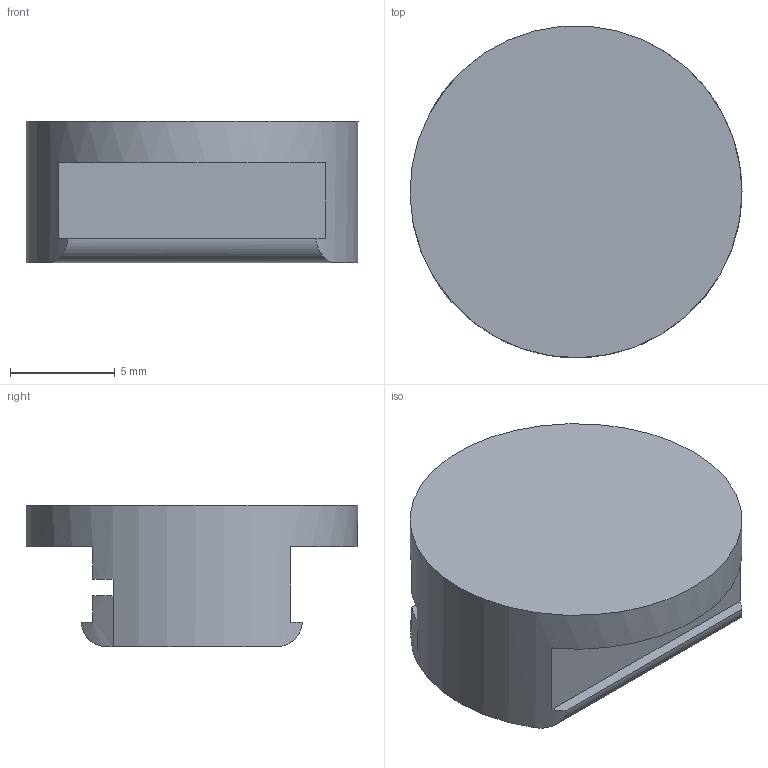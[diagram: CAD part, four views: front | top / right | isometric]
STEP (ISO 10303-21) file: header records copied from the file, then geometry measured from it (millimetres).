
FILE_DESCRIPTION(/* description */ ('STEP AP214'),/* implementation_level */ '2;1');
FILE_NAME(/* name */ '5ff8ba19195c5215322bc9fd',/* time_stamp */ '2021-01-08T20:01:54+00:00',/* author */ (''),/* organization */ (''),/* preprocessor_version */ 'ST-DEVELOPER v18.1',/* originating_system */ ' ',/* authorisation */ ' ');
FILE_SCHEMA (('AUTOMOTIVE_DESIGN {1 0 10303 214 3 1 1}'));
Length unit declared in the file: metre
Products named in the file (1): id2
Bounding box: 15.87 x 15.85 x 6.76 mm (x, y, z)
Volume: 1062.1 mm3; surface area: 753.1 mm2
Topology: 1 solids, 1 shells, 16 faces, 41 edges, 27 vertices
Faces by surface type: plane 12, cylinder 4
Full cylindrical faces by diameter (mm): 15.875 x1
Entity records: 490 total; most frequent: CARTESIAN_POINT 94, DIRECTION 78, ORIENTED_EDGE 74, EDGE_CURVE 37, AXIS2_PLACEMENT_3D 29, VERTEX_POINT 25, LINE 20, VECTOR 20
